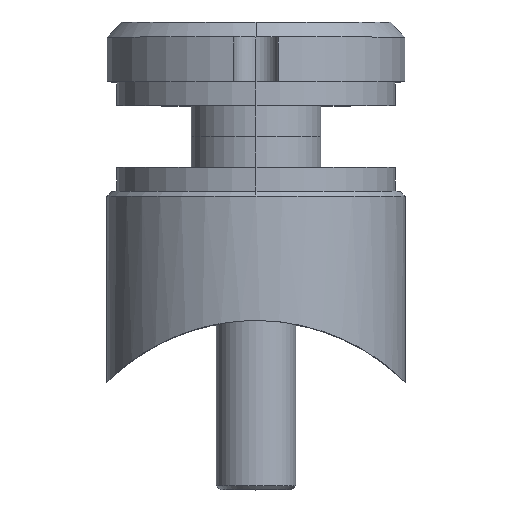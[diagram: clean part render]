
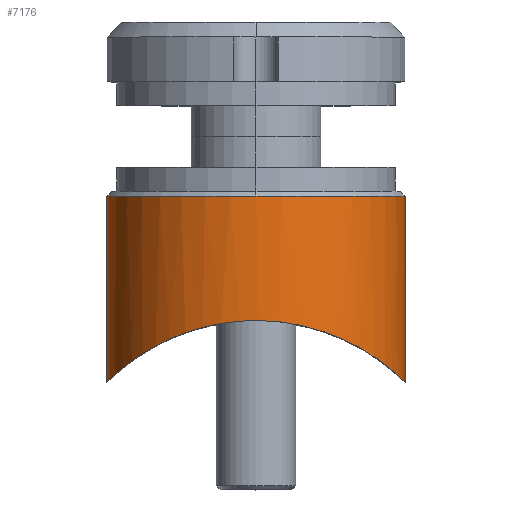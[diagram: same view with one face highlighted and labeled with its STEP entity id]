
A CAD part, top view. The second image highlights one B-rep face of the part: STEP entity #7176.
In plain terms, the highlighted cylindrical face has radius 15 mm (diameter 30 mm), a partial arc.
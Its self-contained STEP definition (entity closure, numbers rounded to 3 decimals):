
#54 = VERTEX_POINT ( 'NONE', #8075 ) ;
#425 = CARTESIAN_POINT ( 'NONE',  ( 13.418, -4.784, 6.723 ) ) ;
#473 = CARTESIAN_POINT ( 'NONE',  ( 9.237, -2.114, 11.828 ) ) ;
#557 = DIRECTION ( 'NONE',  ( 0., -1., 0. ) ) ;
#680 = CARTESIAN_POINT ( 'NONE',  ( -9.978, -2.479, 11.241 ) ) ;
#777 = LINE ( 'NONE', #1876, #8928 ) ;
#885 = CARTESIAN_POINT ( 'NONE',  ( -15., -6.219, 0.508 ) ) ;
#1025 = B_SPLINE_CURVE_WITH_KNOTS ( 'NONE', 3,
 ( #1796, #10860, #9900, #12120, #5202, #4024, #7416, #2973, #425, #11069, #8626, #5155, #12010, #13289, #5094, #473, #8575, #9740, #10907, #12060, #1691, #13229, #6314, #2860, #10114, #8938, #3123, #11225, #7818, #8836, #3220, #12332, #11271, #14729, #14571, #6569, #2006, #12280, #680, #1953, #7623, #5355, #7675, #6622, #11323, #4382, #10004, #13592, #12484, #5407, #885, #4283 ),
 .UNSPECIFIED., .F., .F.,
 ( 4, 2, 2, 2, 2, 2, 2, 2, 2, 2, 2, 2, 2, 2, 2, 2, 2, 2, 2, 2, 2, 2, 2, 2, 2, 4 ),
 ( 0., 0.003, 0.005, 0.006, 0.008, 0.009, 0.012, 0.014, 0.015, 0.018, 0.019, 0.02, 0.021, 0.023, 0.024, 0.027, 0.029, 0.03, 0.033, 0.037, 0.04, 0.041, 0.043, 0.046, 0.047, 0.049 ),
 .UNSPECIFIED. ) ;
#1042 = VERTEX_POINT ( 'NONE', #4301 ) ;
#1184 = VERTEX_POINT ( 'NONE', #12068 ) ;
#1691 = CARTESIAN_POINT ( 'NONE',  ( 5.469, -0.716, 13.97 ) ) ;
#1763 = ORIENTED_EDGE ( 'NONE', *, *, #6424, .T. ) ;
#1796 = CARTESIAN_POINT ( 'NONE',  ( 15., -6.219, 0. ) ) ;
#1876 = CARTESIAN_POINT ( 'NONE',  ( -15., 10.5, 0. ) ) ;
#1884 = DIRECTION ( 'NONE',  ( 0., -1., 0. ) ) ;
#1902 = ORIENTED_EDGE ( 'NONE', *, *, #14147, .T. ) ;
#1953 = CARTESIAN_POINT ( 'NONE',  ( -11.321, -3.259, 9.886 ) ) ;
#2006 = CARTESIAN_POINT ( 'NONE',  ( -7.658, -1.412, 12.934 ) ) ;
#2207 = CIRCLE ( 'NONE', #10364, 15. ) ;
#2289 = VERTEX_POINT ( 'NONE', #12720 ) ;
#2650 = EDGE_CURVE ( 'NONE', #1184, #6297, #9086, .T. ) ;
#2860 = CARTESIAN_POINT ( 'NONE',  ( 4.042, -0.383, 14.454 ) ) ;
#2973 = CARTESIAN_POINT ( 'NONE',  ( 13.626, -4.957, 6.29 ) ) ;
#3123 = CARTESIAN_POINT ( 'NONE',  ( 2.067, -0.095, 14.866 ) ) ;
#3220 = CARTESIAN_POINT ( 'NONE',  ( -2.016, -0.072, 14.899 ) ) ;
#3400 = DIRECTION ( 'NONE',  ( 0., -1., 0. ) ) ;
#3480 = ORIENTED_EDGE ( 'NONE', *, *, #4844, .T. ) ;
#4024 = CARTESIAN_POINT ( 'NONE',  ( 14.172, -5.432, 4.94 ) ) ;
#4059 = DIRECTION ( 'NONE',  ( 0., -1., 0. ) ) ;
#4169 = CARTESIAN_POINT ( 'NONE',  ( 0., 12.5, 0. ) ) ;
#4283 = CARTESIAN_POINT ( 'NONE',  ( -15., -6.219, 0. ) ) ;
#4301 = CARTESIAN_POINT ( 'NONE',  ( -15., -6.219, 0. ) ) ;
#4382 = CARTESIAN_POINT ( 'NONE',  ( -14.192, -5.444, 4.952 ) ) ;
#4844 = EDGE_CURVE ( 'NONE', #54, #1042, #777, .T. ) ;
#5094 = CARTESIAN_POINT ( 'NONE',  ( 9.972, -2.487, 11.215 ) ) ;
#5155 = CARTESIAN_POINT ( 'NONE',  ( 11.918, -3.655, 9.158 ) ) ;
#5202 = CARTESIAN_POINT ( 'NONE',  ( 14.467, -5.702, 3.993 ) ) ;
#5355 = CARTESIAN_POINT ( 'NONE',  ( -12.708, -4.228, 7.982 ) ) ;
#5375 = CARTESIAN_POINT ( 'NONE',  ( 0., 10.5, 0. ) ) ;
#5407 = CARTESIAN_POINT ( 'NONE',  ( -14.974, -6.193, 1.014 ) ) ;
#5597 = CARTESIAN_POINT ( 'NONE',  ( 0., 12.5, 0. ) ) ;
#6297 = VERTEX_POINT ( 'NONE', #9570 ) ;
#6314 = CARTESIAN_POINT ( 'NONE',  ( 4.762, -0.54, 14.226 ) ) ;
#6424 = EDGE_CURVE ( 'NONE', #1184, #2289, #11716, .T. ) ;
#6569 = CARTESIAN_POINT ( 'NONE',  ( -6.79, -1.095, 13.411 ) ) ;
#6622 = CARTESIAN_POINT ( 'NONE',  ( -13.411, -4.779, 6.736 ) ) ;
#6674 = EDGE_CURVE ( 'NONE', #6297, #1042, #1025, .T. ) ;
#7176 = ADVANCED_FACE ( 'NONE', ( #11001 ), #12815, .T. ) ;
#7416 = CARTESIAN_POINT ( 'NONE',  ( 14.003, -5.281, 5.399 ) ) ;
#7623 = CARTESIAN_POINT ( 'NONE',  ( -11.918, -3.655, 9.157 ) ) ;
#7675 = CARTESIAN_POINT ( 'NONE',  ( -12.954, -4.416, 7.577 ) ) ;
#7818 = CARTESIAN_POINT ( 'NONE',  ( 0.532, 0., 14.999 ) ) ;
#8075 = CARTESIAN_POINT ( 'NONE',  ( -15., 12.5, 0. ) ) ;
#8561 = CARTESIAN_POINT ( 'NONE',  ( 15., 10.5, 0. ) ) ;
#8575 = CARTESIAN_POINT ( 'NONE',  ( 8.856, -1.934, 12.116 ) ) ;
#8626 = CARTESIAN_POINT ( 'NONE',  ( 12.713, -4.231, 7.976 ) ) ;
#8836 = CARTESIAN_POINT ( 'NONE',  ( -1.005, 0.001, 15.001 ) ) ;
#8928 = VECTOR ( 'NONE', #557, 1000. ) ;
#8938 = CARTESIAN_POINT ( 'NONE',  ( 2.568, -0.15, 14.787 ) ) ;
#9086 = LINE ( 'NONE', #8561, #14348 ) ;
#9320 = ORIENTED_EDGE ( 'NONE', *, *, #6674, .F. ) ;
#9570 = CARTESIAN_POINT ( 'NONE',  ( 15., -6.219, 0. ) ) ;
#9740 = CARTESIAN_POINT ( 'NONE',  ( 7.673, -1.418, 12.924 ) ) ;
#9900 = CARTESIAN_POINT ( 'NONE',  ( 14.894, -6.111, 2.039 ) ) ;
#10004 = CARTESIAN_POINT ( 'NONE',  ( -14.488, -5.72, 4.015 ) ) ;
#10114 = CARTESIAN_POINT ( 'NONE',  ( 3.555, -0.294, 14.581 ) ) ;
#10364 = AXIS2_PLACEMENT_3D ( 'NONE', #5597, #3400, #14875 ) ;
#10483 = EDGE_LOOP ( 'NONE', ( #1763, #1902, #3480, #9320, #11164 ) ) ;
#10860 = CARTESIAN_POINT ( 'NONE',  ( 15., -6.219, 1.034 ) ) ;
#10907 = CARTESIAN_POINT ( 'NONE',  ( 6.83, -1.108, 13.391 ) ) ;
#10999 = AXIS2_PLACEMENT_3D ( 'NONE', #4169, #1884, #13425 ) ;
#11001 = FACE_OUTER_BOUND ( 'NONE', #10483, .T. ) ;
#11069 = CARTESIAN_POINT ( 'NONE',  ( 12.962, -4.421, 7.565 ) ) ;
#11164 = ORIENTED_EDGE ( 'NONE', *, *, #2650, .F. ) ;
#11193 = DIRECTION ( 'NONE',  ( 1., 0., 0. ) ) ;
#11225 = CARTESIAN_POINT ( 'NONE',  ( 1.051, -0.02, 14.972 ) ) ;
#11271 = CARTESIAN_POINT ( 'NONE',  ( -4.005, -0.376, 14.464 ) ) ;
#11323 = CARTESIAN_POINT ( 'NONE',  ( -13.623, -4.954, 6.297 ) ) ;
#11716 = CIRCLE ( 'NONE', #10999, 15. ) ;
#12010 = CARTESIAN_POINT ( 'NONE',  ( 11.322, -3.26, 9.885 ) ) ;
#12060 = CARTESIAN_POINT ( 'NONE',  ( 5.699, -0.779, 13.877 ) ) ;
#12068 = CARTESIAN_POINT ( 'NONE',  ( 15., 12.5, 0. ) ) ;
#12120 = CARTESIAN_POINT ( 'NONE',  ( 14.593, -5.821, 3.507 ) ) ;
#12280 = CARTESIAN_POINT ( 'NONE',  ( -9.247, -2.103, 11.85 ) ) ;
#12332 = CARTESIAN_POINT ( 'NONE',  ( -3.511, -0.287, 14.592 ) ) ;
#12484 = CARTESIAN_POINT ( 'NONE',  ( -14.871, -6.091, 2.025 ) ) ;
#12720 = CARTESIAN_POINT ( 'NONE',  ( 0., 12.5, 15. ) ) ;
#12815 = CYLINDRICAL_SURFACE ( 'NONE', #14310, 15. ) ;
#13229 = CARTESIAN_POINT ( 'NONE',  ( 5.001, -0.597, 14.144 ) ) ;
#13289 = CARTESIAN_POINT ( 'NONE',  ( 10.324, -2.679, 10.892 ) ) ;
#13409 = DIRECTION ( 'NONE',  ( 0., -1., 0. ) ) ;
#13425 = DIRECTION ( 'NONE',  ( 0., 0., 1. ) ) ;
#13592 = CARTESIAN_POINT ( 'NONE',  ( -14.793, -6.014, 2.534 ) ) ;
#14147 = EDGE_CURVE ( 'NONE', #2289, #54, #2207, .T. ) ;
#14310 = AXIS2_PLACEMENT_3D ( 'NONE', #5375, #13409, #11193 ) ;
#14348 = VECTOR ( 'NONE', #4059, 1000. ) ;
#14571 = CARTESIAN_POINT ( 'NONE',  ( -5.428, -0.701, 13.992 ) ) ;
#14729 = CARTESIAN_POINT ( 'NONE',  ( -4.962, -0.583, 14.164 ) ) ;
#14875 = DIRECTION ( 'NONE',  ( 0., 0., 1. ) ) ;
